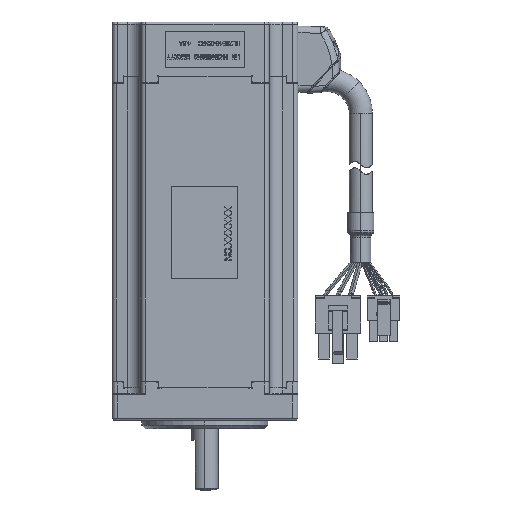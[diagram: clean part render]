
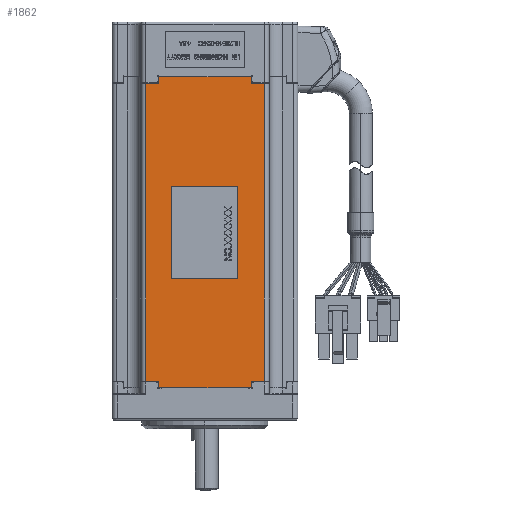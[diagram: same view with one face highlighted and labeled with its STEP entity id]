
A CAD part, left-side view. The second image highlights one B-rep face of the part: STEP entity #1862.
In plain terms, the highlighted planar face has unit normal (-1, 0, 0).
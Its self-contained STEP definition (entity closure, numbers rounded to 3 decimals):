
#293=DIRECTION('',(0.,1.,0.));
#294=VECTOR('',#293,28.025);
#295=CARTESIAN_POINT('',(-28.1,-14.012,94.));
#296=LINE('',#295,#294);
#552=DIRECTION('',(0.,1.,0.));
#553=VECTOR('',#552,3.891);
#554=CARTESIAN_POINT('',(-28.1,14.012,2.));
#555=LINE('',#554,#553);
#556=DIRECTION('',(0.,1.,0.));
#557=VECTOR('',#556,3.891);
#558=CARTESIAN_POINT('',(-28.1,-17.904,2.));
#559=LINE('',#558,#557);
#560=DIRECTION('',(0.,1.,0.));
#561=VECTOR('',#560,28.025);
#562=CARTESIAN_POINT('',(-28.1,-14.012,0.));
#563=LINE('',#562,#561);
#582=DIRECTION('',(0.,0.,-1.));
#583=VECTOR('',#582,2.);
#584=CARTESIAN_POINT('',(-28.1,14.012,2.));
#585=LINE('',#584,#583);
#650=DIRECTION('',(0.,0.,-1.));
#651=VECTOR('',#650,2.);
#652=CARTESIAN_POINT('',(-28.1,14.012,94.));
#653=LINE('',#652,#651);
#667=DIRECTION('',(0.,1.,0.));
#668=VECTOR('',#667,3.891);
#669=CARTESIAN_POINT('',(-28.1,14.012,92.));
#670=LINE('',#669,#668);
#680=DIRECTION('',(0.,0.,-1.));
#681=VECTOR('',#680,90.);
#682=CARTESIAN_POINT('',(-28.1,17.904,92.));
#683=LINE('',#682,#681);
#688=DIRECTION('',(0.,0.,1.));
#689=VECTOR('',#688,2.);
#690=CARTESIAN_POINT('',(-28.1,-14.012,92.));
#691=LINE('',#690,#689);
#692=DIRECTION('',(0.,1.,0.));
#693=VECTOR('',#692,3.891);
#694=CARTESIAN_POINT('',(-28.1,-17.904,92.));
#695=LINE('',#694,#693);
#710=DIRECTION('',(0.,0.,1.));
#711=VECTOR('',#710,90.);
#712=CARTESIAN_POINT('',(-28.1,-17.904,2.));
#713=LINE('',#712,#711);
#718=DIRECTION('',(0.,0.,1.));
#719=VECTOR('',#718,2.);
#720=CARTESIAN_POINT('',(-28.1,-14.012,0.));
#721=LINE('',#720,#719);
#1026=CARTESIAN_POINT('',(-28.1,17.904,2.));
#1027=VERTEX_POINT('',#1026);
#1028=CARTESIAN_POINT('',(-28.1,14.012,2.));
#1029=VERTEX_POINT('',#1028);
#1030=CARTESIAN_POINT('',(-28.1,-17.904,2.));
#1031=CARTESIAN_POINT('',(-28.1,-14.012,2.));
#1032=VERTEX_POINT('',#1030);
#1033=VERTEX_POINT('',#1031);
#1104=CARTESIAN_POINT('',(-28.1,14.012,92.));
#1105=VERTEX_POINT('',#1104);
#1106=CARTESIAN_POINT('',(-28.1,17.904,92.));
#1107=VERTEX_POINT('',#1106);
#1108=CARTESIAN_POINT('',(-28.1,-17.904,92.));
#1109=CARTESIAN_POINT('',(-28.1,-14.012,92.));
#1110=VERTEX_POINT('',#1108);
#1111=VERTEX_POINT('',#1109);
#1150=CARTESIAN_POINT('',(-28.1,14.012,94.));
#1152=VERTEX_POINT('',#1150);
#1155=CARTESIAN_POINT('',(-28.1,-14.012,94.));
#1157=VERTEX_POINT('',#1155);
#1242=CARTESIAN_POINT('',(-28.1,14.012,0.));
#1243=VERTEX_POINT('',#1242);
#1244=CARTESIAN_POINT('',(-28.1,-14.012,0.));
#1245=VERTEX_POINT('',#1244);
#1834=CARTESIAN_POINT('',(-28.1,19.327,0.));
#1835=DIRECTION('',(-1.,0.,0.));
#1836=DIRECTION('',(0.,-1.,0.));
#1837=AXIS2_PLACEMENT_3D('',#1834,#1835,#1836);
#1838=PLANE('',#1837);
#1840=ORIENTED_EDGE('',*,*,#1839,.T.);
#1842=ORIENTED_EDGE('',*,*,#1841,.F.);
#1844=ORIENTED_EDGE('',*,*,#1843,.F.);
#1846=ORIENTED_EDGE('',*,*,#1845,.F.);
#1847=ORIENTED_EDGE('',*,*,#1564,.F.);
#1849=ORIENTED_EDGE('',*,*,#1848,.F.);
#1851=ORIENTED_EDGE('',*,*,#1850,.F.);
#1853=ORIENTED_EDGE('',*,*,#1852,.F.);
#1854=ORIENTED_EDGE('',*,*,#1824,.T.);
#1856=ORIENTED_EDGE('',*,*,#1855,.F.);
#1857=ORIENTED_EDGE('',*,*,#1397,.T.);
#1859=ORIENTED_EDGE('',*,*,#1858,.F.);
#1860=EDGE_LOOP('',(#1840,#1842,#1844,#1846,#1847,#1849,#1851,#1853,#1854,#1856,
#1857,#1859));
#1861=FACE_OUTER_BOUND('',#1860,.F.);
#1862=ADVANCED_FACE('',(#1861),#1838,.T.);
#1397=EDGE_CURVE('',#1245,#1243,#563,.T.);
#1564=EDGE_CURVE('',#1157,#1152,#296,.T.);
#1824=EDGE_CURVE('',#1032,#1033,#559,.T.);
#1839=EDGE_CURVE('',#1029,#1027,#555,.T.);
#1841=EDGE_CURVE('',#1107,#1027,#683,.T.);
#1843=EDGE_CURVE('',#1105,#1107,#670,.T.);
#1845=EDGE_CURVE('',#1152,#1105,#653,.T.);
#1848=EDGE_CURVE('',#1111,#1157,#691,.T.);
#1850=EDGE_CURVE('',#1110,#1111,#695,.T.);
#1852=EDGE_CURVE('',#1032,#1110,#713,.T.);
#1855=EDGE_CURVE('',#1245,#1033,#721,.T.);
#1858=EDGE_CURVE('',#1029,#1243,#585,.T.);
